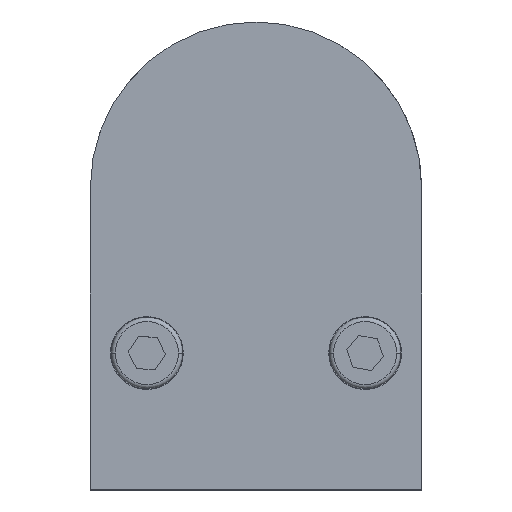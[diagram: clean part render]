
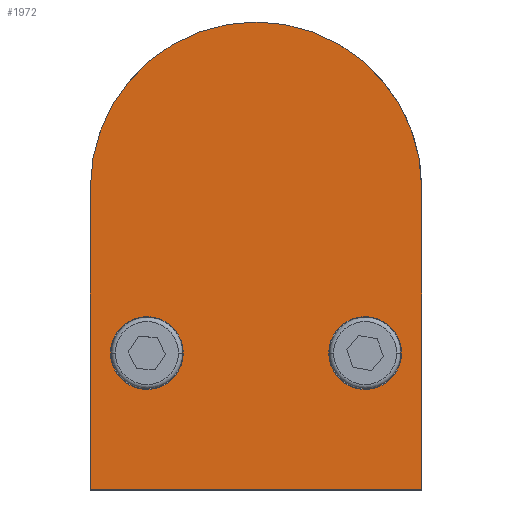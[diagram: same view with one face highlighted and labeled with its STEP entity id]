
A CAD part, top view. The second image highlights one B-rep face of the part: STEP entity #1972.
In plain terms, the highlighted planar face has unit normal (0, 0, 1).
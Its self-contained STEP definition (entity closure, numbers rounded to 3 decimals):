
#93 = EDGE_LOOP ( 'NONE', ( #2338, #1092 ) ) ;
#188 = ORIENTED_EDGE ( 'NONE', *, *, #671, .F. ) ;
#208 = VECTOR ( 'NONE', #974, 1000. ) ;
#262 = AXIS2_PLACEMENT_3D ( 'NONE', #2292, #545, #2789 ) ;
#276 = CIRCLE ( 'NONE', #2271, 4.5 ) ;
#348 = EDGE_LOOP ( 'NONE', ( #2220, #3171 ) ) ;
#362 = AXIS2_PLACEMENT_3D ( 'NONE', #2467, #1689, #1926 ) ;
#386 = CARTESIAN_POINT ( 'NONE',  ( -20.5, 22.142, 14.25 ) ) ;
#394 = ORIENTED_EDGE ( 'NONE', *, *, #1409, .T. ) ;
#419 = DIRECTION ( 'NONE',  ( 0., 1., 0. ) ) ;
#538 = CARTESIAN_POINT ( 'NONE',  ( -18., 39.038, 14.25 ) ) ;
#545 = DIRECTION ( 'NONE',  ( 0., 0., 1. ) ) ;
#671 = EDGE_CURVE ( 'NONE', #921, #676, #2176, .T. ) ;
#676 = VERTEX_POINT ( 'NONE', #386 ) ;
#679 = CARTESIAN_POINT ( 'NONE',  ( 20.5, 59.5, 14.25 ) ) ;
#695 = CIRCLE ( 'NONE', #3002, 4.5 ) ;
#705 = ORIENTED_EDGE ( 'NONE', *, *, #2924, .T. ) ;
#893 = ORIENTED_EDGE ( 'NONE', *, *, #939, .T. ) ;
#921 = VERTEX_POINT ( 'NONE', #3183 ) ;
#925 = DIRECTION ( 'NONE',  ( -1., 0., 0. ) ) ;
#939 = EDGE_CURVE ( 'NONE', #2312, #676, #2957, .T. ) ;
#974 = DIRECTION ( 'NONE',  ( 0., -1., 0. ) ) ;
#1005 = CARTESIAN_POINT ( 'NONE',  ( -20.5, 59.5, 14.25 ) ) ;
#1059 = DIRECTION ( 'NONE',  ( 1., 0., 0. ) ) ;
#1092 = ORIENTED_EDGE ( 'NONE', *, *, #1209, .F. ) ;
#1093 = PLANE ( 'NONE',  #3101 ) ;
#1125 = VECTOR ( 'NONE', #925, 1000. ) ;
#1129 = DIRECTION ( 'NONE',  ( 0., 0., 1. ) ) ;
#1167 = DIRECTION ( 'NONE',  ( 1., 0., 0. ) ) ;
#1192 = VERTEX_POINT ( 'NONE', #1377 ) ;
#1209 = EDGE_CURVE ( 'NONE', #2756, #2014, #276, .T. ) ;
#1320 = FACE_OUTER_BOUND ( 'NONE', #2975, .T. ) ;
#1340 = EDGE_CURVE ( 'NONE', #1192, #2074, #695, .T. ) ;
#1343 = CARTESIAN_POINT ( 'NONE',  ( -13.5, 39.038, 14.25 ) ) ;
#1377 = CARTESIAN_POINT ( 'NONE',  ( 18., 39.038, 14.25 ) ) ;
#1409 = EDGE_CURVE ( 'NONE', #921, #2940, #2932, .T. ) ;
#1536 = CARTESIAN_POINT ( 'NONE',  ( -13.5, 39.038, 14.25 ) ) ;
#1587 = FACE_BOUND ( 'NONE', #348, .T. ) ;
#1689 = DIRECTION ( 'NONE',  ( 0., 0., 1. ) ) ;
#1692 = CIRCLE ( 'NONE', #262, 4.5 ) ;
#1766 = EDGE_CURVE ( 'NONE', #2074, #1192, #1692, .T. ) ;
#1866 = CARTESIAN_POINT ( 'NONE',  ( -9., 39.038, 14.25 ) ) ;
#1926 = DIRECTION ( 'NONE',  ( 1., 0., 0. ) ) ;
#1972 = ADVANCED_FACE ( 'NONE', ( #2108, #1587, #1320 ), #1093, .T. ) ;
#2014 = VERTEX_POINT ( 'NONE', #1866 ) ;
#2060 = CARTESIAN_POINT ( 'NONE',  ( 0., 59.5, 14.25 ) ) ;
#2074 = VERTEX_POINT ( 'NONE', #3186 ) ;
#2108 = FACE_BOUND ( 'NONE', #93, .T. ) ;
#2176 = LINE ( 'NONE', #2878, #1125 ) ;
#2220 = ORIENTED_EDGE ( 'NONE', *, *, #1340, .F. ) ;
#2271 = AXIS2_PLACEMENT_3D ( 'NONE', #1343, #2383, #3118 ) ;
#2292 = CARTESIAN_POINT ( 'NONE',  ( 13.5, 39.038, 14.25 ) ) ;
#2312 = VERTEX_POINT ( 'NONE', #1005 ) ;
#2338 = ORIENTED_EDGE ( 'NONE', *, *, #3084, .F. ) ;
#2339 = DIRECTION ( 'NONE',  ( 1., 0., 0. ) ) ;
#2383 = DIRECTION ( 'NONE',  ( 0., 0., 1. ) ) ;
#2442 = CARTESIAN_POINT ( 'NONE',  ( 20.5, 0., 14.25 ) ) ;
#2467 = CARTESIAN_POINT ( 'NONE',  ( 0., 59.5, 14.25 ) ) ;
#2701 = DIRECTION ( 'NONE',  ( 0., 0., 1. ) ) ;
#2719 = AXIS2_PLACEMENT_3D ( 'NONE', #1536, #3254, #1059 ) ;
#2756 = VERTEX_POINT ( 'NONE', #538 ) ;
#2789 = DIRECTION ( 'NONE',  ( 1., 0., 0. ) ) ;
#2878 = CARTESIAN_POINT ( 'NONE',  ( 47.6, 22.142, 14.25 ) ) ;
#2924 = EDGE_CURVE ( 'NONE', #2940, #2312, #3199, .T. ) ;
#2932 = LINE ( 'NONE', #2442, #2939 ) ;
#2939 = VECTOR ( 'NONE', #419, 1000. ) ;
#2940 = VERTEX_POINT ( 'NONE', #679 ) ;
#2957 = LINE ( 'NONE', #3221, #208 ) ;
#2975 = EDGE_LOOP ( 'NONE', ( #188, #394, #705, #893 ) ) ;
#3002 = AXIS2_PLACEMENT_3D ( 'NONE', #3180, #2701, #1167 ) ;
#3084 = EDGE_CURVE ( 'NONE', #2014, #2756, #3088, .T. ) ;
#3088 = CIRCLE ( 'NONE', #2719, 4.5 ) ;
#3101 = AXIS2_PLACEMENT_3D ( 'NONE', #2060, #1129, #2339 ) ;
#3118 = DIRECTION ( 'NONE',  ( 1., 0., 0. ) ) ;
#3171 = ORIENTED_EDGE ( 'NONE', *, *, #1766, .F. ) ;
#3180 = CARTESIAN_POINT ( 'NONE',  ( 13.5, 39.038, 14.25 ) ) ;
#3183 = CARTESIAN_POINT ( 'NONE',  ( 20.5, 22.142, 14.25 ) ) ;
#3186 = CARTESIAN_POINT ( 'NONE',  ( 9., 39.038, 14.25 ) ) ;
#3199 = CIRCLE ( 'NONE', #362, 20.5 ) ;
#3221 = CARTESIAN_POINT ( 'NONE',  ( -20.5, 0., 14.25 ) ) ;
#3254 = DIRECTION ( 'NONE',  ( 0., 0., 1. ) ) ;
